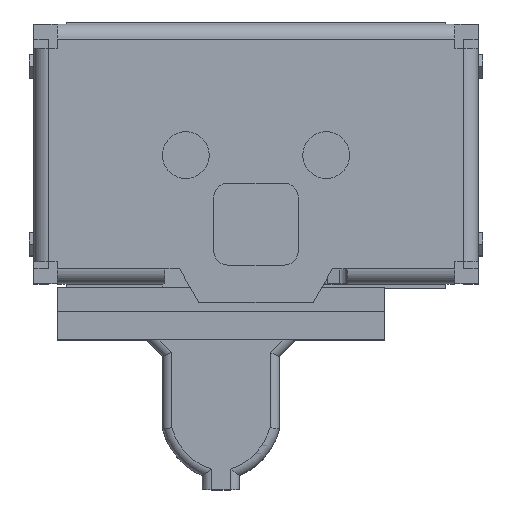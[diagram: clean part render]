
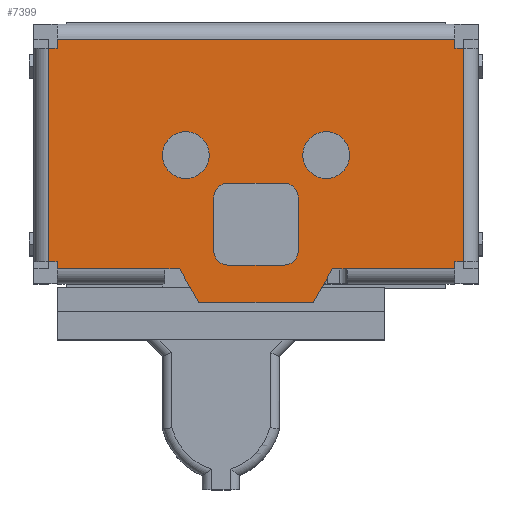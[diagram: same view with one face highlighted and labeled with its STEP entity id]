
A CAD part, top view. The second image highlights one B-rep face of the part: STEP entity #7399.
In plain terms, the highlighted planar face has unit normal (0, 0, 1).
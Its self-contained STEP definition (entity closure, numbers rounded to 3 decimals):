
#3407 = VERTEX_POINT('',#3408);
#3408 = CARTESIAN_POINT('',(1.,0.,5.23));
#3414 = EDGE_CURVE('',#3415,#3407,#3417,.T.);
#3415 = VERTEX_POINT('',#3416);
#3416 = CARTESIAN_POINT('',(2.,0.,5.23));
#3417 = CIRCLE('',#3418,0.5);
#3418 = AXIS2_PLACEMENT_3D('',#3419,#3420,#3421);
#3419 = CARTESIAN_POINT('',(1.5,0.,5.23));
#3420 = DIRECTION('',(0.,0.,1.));
#3421 = DIRECTION('',(1.,0.,0.));
#3449 = VERTEX_POINT('',#3450);
#3450 = CARTESIAN_POINT('',(-2.,0.,5.23));
#3456 = EDGE_CURVE('',#3457,#3449,#3459,.T.);
#3457 = VERTEX_POINT('',#3458);
#3458 = CARTESIAN_POINT('',(-1.,0.,5.23));
#3459 = CIRCLE('',#3460,0.5);
#3460 = AXIS2_PLACEMENT_3D('',#3461,#3462,#3463);
#3461 = CARTESIAN_POINT('',(-1.5,0.,5.23));
#3462 = DIRECTION('',(0.,0.,1.));
#3463 = DIRECTION('',(-1.,0.,0.));
#4137 = VERTEX_POINT('',#4138);
#4138 = CARTESIAN_POINT('',(1.95,-2.43,5.23));
#4144 = EDGE_CURVE('',#4137,#4145,#4147,.T.);
#4145 = VERTEX_POINT('',#4146);
#4146 = CARTESIAN_POINT('',(1.635,-2.43,5.23));
#4147 = LINE('',#4148,#4149);
#4148 = CARTESIAN_POINT('',(1.95,-2.43,5.23));
#4149 = VECTOR('',#4150,1.);
#4150 = DIRECTION('',(-1.,0.,0.));
#4169 = VERTEX_POINT('',#4170);
#4170 = CARTESIAN_POINT('',(-1.635,-2.43,5.23));
#4176 = EDGE_CURVE('',#4169,#4177,#4179,.T.);
#4177 = VERTEX_POINT('',#4178);
#4178 = CARTESIAN_POINT('',(-1.95,-2.43,5.23));
#4179 = LINE('',#4180,#4181);
#4180 = CARTESIAN_POINT('',(1.95,-2.43,5.23));
#4181 = VECTOR('',#4182,1.);
#4182 = DIRECTION('',(-1.,0.,0.));
#7399 = ADVANCED_FACE('',(#7400,#7410,#7420,#7548),#7618,.T.);
#7400 = FACE_BOUND('',#7401,.T.);
#7401 = EDGE_LOOP('',(#7402,#7409));
#7402 = ORIENTED_EDGE('',*,*,#7403,.F.);
#7403 = EDGE_CURVE('',#3407,#3415,#7404,.T.);
#7404 = CIRCLE('',#7405,0.5);
#7405 = AXIS2_PLACEMENT_3D('',#7406,#7407,#7408);
#7406 = CARTESIAN_POINT('',(1.5,0.,5.23));
#7407 = DIRECTION('',(0.,0.,1.));
#7408 = DIRECTION('',(1.,0.,0.));
#7409 = ORIENTED_EDGE('',*,*,#3414,.F.);
#7410 = FACE_BOUND('',#7411,.T.);
#7411 = EDGE_LOOP('',(#7412,#7419));
#7412 = ORIENTED_EDGE('',*,*,#7413,.F.);
#7413 = EDGE_CURVE('',#3449,#3457,#7414,.T.);
#7414 = CIRCLE('',#7415,0.5);
#7415 = AXIS2_PLACEMENT_3D('',#7416,#7417,#7418);
#7416 = CARTESIAN_POINT('',(-1.5,0.,5.23));
#7417 = DIRECTION('',(0.,0.,1.));
#7418 = DIRECTION('',(-1.,0.,0.));
#7419 = ORIENTED_EDGE('',*,*,#3456,.F.);
#7420 = FACE_BOUND('',#7421,.T.);
#7421 = EDGE_LOOP('',(#7422,#7423,#7431,#7439,#7447,#7455,#7463,#7471,
    #7479,#7487,#7495,#7503,#7511,#7519,#7525,#7526,#7534,#7542));
#7422 = ORIENTED_EDGE('',*,*,#4144,.F.);
#7423 = ORIENTED_EDGE('',*,*,#7424,.T.);
#7424 = EDGE_CURVE('',#4137,#7425,#7427,.T.);
#7425 = VERTEX_POINT('',#7426);
#7426 = CARTESIAN_POINT('',(4.25,-2.43,5.23));
#7427 = LINE('',#7428,#7429);
#7428 = CARTESIAN_POINT('',(-4.75,-2.43,5.23));
#7429 = VECTOR('',#7430,1.);
#7430 = DIRECTION('',(1.,0.,0.));
#7431 = ORIENTED_EDGE('',*,*,#7432,.T.);
#7432 = EDGE_CURVE('',#7425,#7433,#7435,.T.);
#7433 = VERTEX_POINT('',#7434);
#7434 = CARTESIAN_POINT('',(4.25,-2.28,5.23));
#7435 = LINE('',#7436,#7437);
#7436 = CARTESIAN_POINT('',(4.25,-2.75,5.23));
#7437 = VECTOR('',#7438,1.);
#7438 = DIRECTION('',(-0.,1.,0.));
#7439 = ORIENTED_EDGE('',*,*,#7440,.T.);
#7440 = EDGE_CURVE('',#7433,#7441,#7443,.T.);
#7441 = VERTEX_POINT('',#7442);
#7442 = CARTESIAN_POINT('',(4.43,-2.28,5.23));
#7443 = LINE('',#7444,#7445);
#7444 = CARTESIAN_POINT('',(4.4,-2.28,5.23));
#7445 = VECTOR('',#7446,1.);
#7446 = DIRECTION('',(1.,0.,0.));
#7447 = ORIENTED_EDGE('',*,*,#7448,.T.);
#7448 = EDGE_CURVE('',#7441,#7449,#7451,.T.);
#7449 = VERTEX_POINT('',#7450);
#7450 = CARTESIAN_POINT('',(4.43,2.28,5.23));
#7451 = LINE('',#7452,#7453);
#7452 = CARTESIAN_POINT('',(4.43,2.8,5.23));
#7453 = VECTOR('',#7454,1.);
#7454 = DIRECTION('',(-0.,1.,0.));
#7455 = ORIENTED_EDGE('',*,*,#7456,.F.);
#7456 = EDGE_CURVE('',#7457,#7449,#7459,.T.);
#7457 = VERTEX_POINT('',#7458);
#7458 = CARTESIAN_POINT('',(4.25,2.28,5.23));
#7459 = LINE('',#7460,#7461);
#7460 = CARTESIAN_POINT('',(4.4,2.28,5.23));
#7461 = VECTOR('',#7462,1.);
#7462 = DIRECTION('',(1.,0.,0.));
#7463 = ORIENTED_EDGE('',*,*,#7464,.F.);
#7464 = EDGE_CURVE('',#7465,#7457,#7467,.T.);
#7465 = VERTEX_POINT('',#7466);
#7466 = CARTESIAN_POINT('',(4.25,2.48,5.23));
#7467 = LINE('',#7468,#7469);
#7468 = CARTESIAN_POINT('',(4.25,2.8,5.23));
#7469 = VECTOR('',#7470,1.);
#7470 = DIRECTION('',(0.,-1.,0.));
#7471 = ORIENTED_EDGE('',*,*,#7472,.T.);
#7472 = EDGE_CURVE('',#7465,#7473,#7475,.T.);
#7473 = VERTEX_POINT('',#7474);
#7474 = CARTESIAN_POINT('',(-4.25,2.48,5.23));
#7475 = LINE('',#7476,#7477);
#7476 = CARTESIAN_POINT('',(-4.75,2.48,5.23));
#7477 = VECTOR('',#7478,1.);
#7478 = DIRECTION('',(-1.,0.,0.));
#7479 = ORIENTED_EDGE('',*,*,#7480,.T.);
#7480 = EDGE_CURVE('',#7473,#7481,#7483,.T.);
#7481 = VERTEX_POINT('',#7482);
#7482 = CARTESIAN_POINT('',(-4.25,2.28,5.23));
#7483 = LINE('',#7484,#7485);
#7484 = CARTESIAN_POINT('',(-4.25,2.8,5.23));
#7485 = VECTOR('',#7486,1.);
#7486 = DIRECTION('',(0.,-1.,0.));
#7487 = ORIENTED_EDGE('',*,*,#7488,.T.);
#7488 = EDGE_CURVE('',#7481,#7489,#7491,.T.);
#7489 = VERTEX_POINT('',#7490);
#7490 = CARTESIAN_POINT('',(-4.43,2.28,5.23));
#7491 = LINE('',#7492,#7493);
#7492 = CARTESIAN_POINT('',(-4.4,2.28,5.23));
#7493 = VECTOR('',#7494,1.);
#7494 = DIRECTION('',(-1.,0.,0.));
#7495 = ORIENTED_EDGE('',*,*,#7496,.T.);
#7496 = EDGE_CURVE('',#7489,#7497,#7499,.T.);
#7497 = VERTEX_POINT('',#7498);
#7498 = CARTESIAN_POINT('',(-4.43,-2.28,5.23));
#7499 = LINE('',#7500,#7501);
#7500 = CARTESIAN_POINT('',(-4.43,2.8,5.23));
#7501 = VECTOR('',#7502,1.);
#7502 = DIRECTION('',(0.,-1.,0.));
#7503 = ORIENTED_EDGE('',*,*,#7504,.F.);
#7504 = EDGE_CURVE('',#7505,#7497,#7507,.T.);
#7505 = VERTEX_POINT('',#7506);
#7506 = CARTESIAN_POINT('',(-4.25,-2.28,5.23));
#7507 = LINE('',#7508,#7509);
#7508 = CARTESIAN_POINT('',(-4.4,-2.28,5.23));
#7509 = VECTOR('',#7510,1.);
#7510 = DIRECTION('',(-1.,0.,0.));
#7511 = ORIENTED_EDGE('',*,*,#7512,.F.);
#7512 = EDGE_CURVE('',#7513,#7505,#7515,.T.);
#7513 = VERTEX_POINT('',#7514);
#7514 = CARTESIAN_POINT('',(-4.25,-2.43,5.23));
#7515 = LINE('',#7516,#7517);
#7516 = CARTESIAN_POINT('',(-4.25,-2.75,5.23));
#7517 = VECTOR('',#7518,1.);
#7518 = DIRECTION('',(-0.,1.,0.));
#7519 = ORIENTED_EDGE('',*,*,#7520,.T.);
#7520 = EDGE_CURVE('',#7513,#4177,#7521,.T.);
#7521 = LINE('',#7522,#7523);
#7522 = CARTESIAN_POINT('',(-4.75,-2.43,5.23));
#7523 = VECTOR('',#7524,1.);
#7524 = DIRECTION('',(1.,0.,0.));
#7525 = ORIENTED_EDGE('',*,*,#4176,.F.);
#7526 = ORIENTED_EDGE('',*,*,#7527,.T.);
#7527 = EDGE_CURVE('',#4169,#7528,#7530,.T.);
#7528 = VERTEX_POINT('',#7529);
#7529 = CARTESIAN_POINT('',(-1.219,-3.15,5.23));
#7530 = LINE('',#7531,#7532);
#7531 = CARTESIAN_POINT('',(-1.635,-2.43,5.23));
#7532 = VECTOR('',#7533,1.);
#7533 = DIRECTION('',(0.5,-0.866,0.));
#7534 = ORIENTED_EDGE('',*,*,#7535,.T.);
#7535 = EDGE_CURVE('',#7528,#7536,#7538,.T.);
#7536 = VERTEX_POINT('',#7537);
#7537 = CARTESIAN_POINT('',(1.219,-3.15,5.23));
#7538 = LINE('',#7539,#7540);
#7539 = CARTESIAN_POINT('',(-1.219,-3.15,5.23));
#7540 = VECTOR('',#7541,1.);
#7541 = DIRECTION('',(1.,0.,0.));
#7542 = ORIENTED_EDGE('',*,*,#7543,.T.);
#7543 = EDGE_CURVE('',#7536,#4145,#7544,.T.);
#7544 = LINE('',#7545,#7546);
#7545 = CARTESIAN_POINT('',(1.219,-3.15,5.23));
#7546 = VECTOR('',#7547,1.);
#7547 = DIRECTION('',(0.5,0.866,0.));
#7548 = FACE_BOUND('',#7549,.T.);
#7549 = EDGE_LOOP('',(#7550,#7560,#7569,#7577,#7586,#7594,#7603,#7611));
#7550 = ORIENTED_EDGE('',*,*,#7551,.F.);
#7551 = EDGE_CURVE('',#7552,#7554,#7556,.T.);
#7552 = VERTEX_POINT('',#7553);
#7553 = CARTESIAN_POINT('',(0.6,-0.6,5.23));
#7554 = VERTEX_POINT('',#7555);
#7555 = CARTESIAN_POINT('',(-0.6,-0.6,5.23));
#7556 = LINE('',#7557,#7558);
#7557 = CARTESIAN_POINT('',(-0.6,-0.6,5.23));
#7558 = VECTOR('',#7559,1.);
#7559 = DIRECTION('',(-1.,0.,0.));
#7560 = ORIENTED_EDGE('',*,*,#7561,.F.);
#7561 = EDGE_CURVE('',#7562,#7552,#7564,.T.);
#7562 = VERTEX_POINT('',#7563);
#7563 = CARTESIAN_POINT('',(0.9,-0.9,5.23));
#7564 = CIRCLE('',#7565,0.3);
#7565 = AXIS2_PLACEMENT_3D('',#7566,#7567,#7568);
#7566 = CARTESIAN_POINT('',(0.6,-0.9,5.23));
#7567 = DIRECTION('',(0.,0.,1.));
#7568 = DIRECTION('',(-1.,0.,0.));
#7569 = ORIENTED_EDGE('',*,*,#7570,.F.);
#7570 = EDGE_CURVE('',#7571,#7562,#7573,.T.);
#7571 = VERTEX_POINT('',#7572);
#7572 = CARTESIAN_POINT('',(0.9,-2.05,5.23));
#7573 = LINE('',#7574,#7575);
#7574 = CARTESIAN_POINT('',(0.9,-0.9,5.23));
#7575 = VECTOR('',#7576,1.);
#7576 = DIRECTION('',(0.,1.,0.));
#7577 = ORIENTED_EDGE('',*,*,#7578,.F.);
#7578 = EDGE_CURVE('',#7579,#7571,#7581,.T.);
#7579 = VERTEX_POINT('',#7580);
#7580 = CARTESIAN_POINT('',(0.6,-2.35,5.23));
#7581 = CIRCLE('',#7582,0.3);
#7582 = AXIS2_PLACEMENT_3D('',#7583,#7584,#7585);
#7583 = CARTESIAN_POINT('',(0.6,-2.05,5.23));
#7584 = DIRECTION('',(0.,0.,1.));
#7585 = DIRECTION('',(1.,0.,0.));
#7586 = ORIENTED_EDGE('',*,*,#7587,.F.);
#7587 = EDGE_CURVE('',#7588,#7579,#7590,.T.);
#7588 = VERTEX_POINT('',#7589);
#7589 = CARTESIAN_POINT('',(-0.6,-2.35,5.23));
#7590 = LINE('',#7591,#7592);
#7591 = CARTESIAN_POINT('',(-0.6,-2.35,5.23));
#7592 = VECTOR('',#7593,1.);
#7593 = DIRECTION('',(1.,0.,0.));
#7594 = ORIENTED_EDGE('',*,*,#7595,.F.);
#7595 = EDGE_CURVE('',#7596,#7588,#7598,.T.);
#7596 = VERTEX_POINT('',#7597);
#7597 = CARTESIAN_POINT('',(-0.9,-2.05,5.23));
#7598 = CIRCLE('',#7599,0.3);
#7599 = AXIS2_PLACEMENT_3D('',#7600,#7601,#7602);
#7600 = CARTESIAN_POINT('',(-0.6,-2.05,5.23));
#7601 = DIRECTION('',(0.,0.,1.));
#7602 = DIRECTION('',(1.,0.,0.));
#7603 = ORIENTED_EDGE('',*,*,#7604,.F.);
#7604 = EDGE_CURVE('',#7605,#7596,#7607,.T.);
#7605 = VERTEX_POINT('',#7606);
#7606 = CARTESIAN_POINT('',(-0.9,-0.9,5.23));
#7607 = LINE('',#7608,#7609);
#7608 = CARTESIAN_POINT('',(-0.9,-0.9,5.23));
#7609 = VECTOR('',#7610,1.);
#7610 = DIRECTION('',(0.,-1.,0.));
#7611 = ORIENTED_EDGE('',*,*,#7612,.F.);
#7612 = EDGE_CURVE('',#7554,#7605,#7613,.T.);
#7613 = CIRCLE('',#7614,0.3);
#7614 = AXIS2_PLACEMENT_3D('',#7615,#7616,#7617);
#7615 = CARTESIAN_POINT('',(-0.6,-0.9,5.23));
#7616 = DIRECTION('',(0.,0.,1.));
#7617 = DIRECTION('',(-1.,0.,0.));
#7618 = PLANE('',#7619);
#7619 = AXIS2_PLACEMENT_3D('',#7620,#7621,#7622);
#7620 = CARTESIAN_POINT('',(-4.75,2.8,5.23));
#7621 = DIRECTION('',(0.,0.,1.));
#7622 = DIRECTION('',(-1.,0.,0.));
